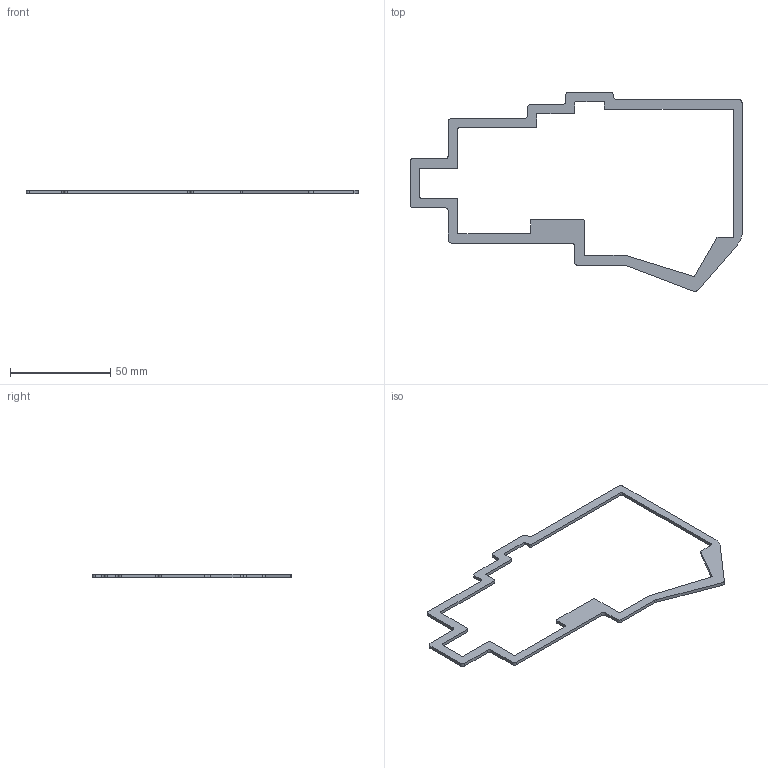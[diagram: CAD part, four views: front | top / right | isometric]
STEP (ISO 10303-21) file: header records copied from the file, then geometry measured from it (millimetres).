
FILE_DESCRIPTION(('KiCad electronic assembly'),'2;1');
FILE_NAME('jantor midlayer.step','2023-01-01T12:19:01',('Pcbnew'),( 'Kicad'),'Open CASCADE STEP processor 7.6','KiCad to STEP converter' ,'Unknown');
FILE_SCHEMA(('AUTOMOTIVE_DESIGN { 1 0 10303 214 1 1 1 1 }'));
Length unit declared in the file: millimetre
Products named in the file (2): jantor midlayer 1; jantor PCB
Assembly tree (1 placements, depth 2):
  jantor midlayer 1
    jantor PCB
Bounding box: 165.5 x 99.12 x 1.6 mm (x, y, z)
Volume: 4111 mm3; surface area: 6697.6 mm2
Topology: 1 solids, 1 shells, 79 faces, 231 edges, 154 vertices
Faces by surface type: plane 43, cylinder 36
Entity records: 5691 total; most frequent: CARTESIAN_POINT 928, DIRECTION 927, LINE 549, VECTOR 549, ORIENTED_EDGE 462, PCURVE 462, DEFINITIONAL_REPRESENTATION 462, EDGE_CURVE 231
